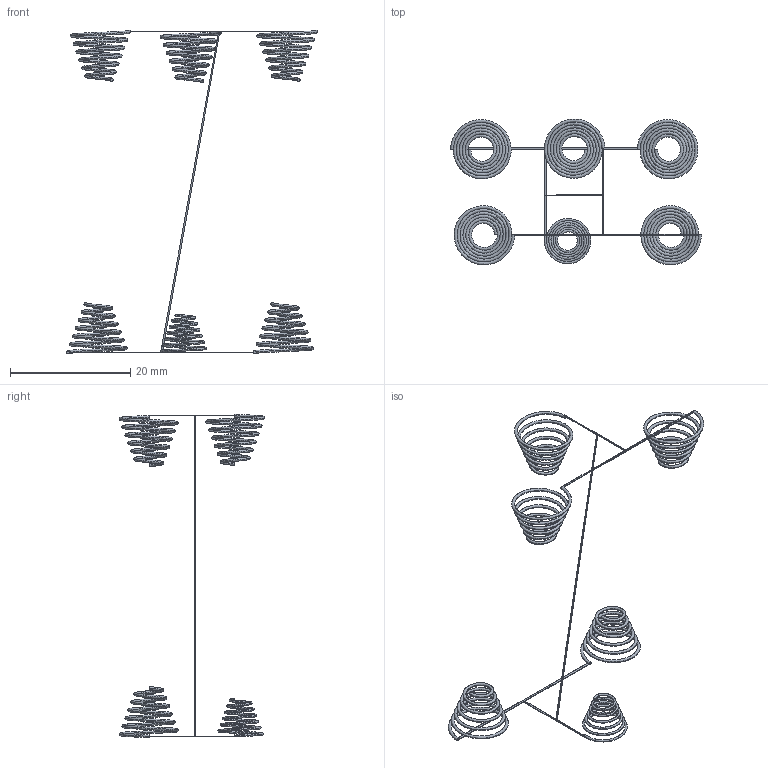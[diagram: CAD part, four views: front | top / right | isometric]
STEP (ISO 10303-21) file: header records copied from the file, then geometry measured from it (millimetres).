
FILE_DESCRIPTION (( 'STEP AP214' ), '1' );
FILE_NAME ('BAbeta_tray_metal.STEP', '2019-08-15T14:51:42', ( '' ), ( '' ), 'SwSTEP 2.0', 'SolidWorks 2019', '' );
FILE_SCHEMA (( 'AUTOMOTIVE_DESIGN' ));
Length unit declared in the file: millimetre
Products named in the file (1): BAbeta_tray_metal
Bounding box: 41.69 x 24.22 x 53.7 mm (x, y, z)
Volume: 143.5 mm3; surface area: 1258.2 mm2
Topology: 1 solids, 1 shells, 46 faces, 130 edges, 87 vertices
Faces by surface type: plane 33, bspline 13
Entity records: 9861 total; most frequent: CARTESIAN_POINT 8508, ORIENTED_EDGE 260, DIRECTION 135, EDGE_CURVE 130, VERTEX_POINT 87, LINE 67, VECTOR 67, B_SPLINE_CURVE_WITH_KNOTS 63
